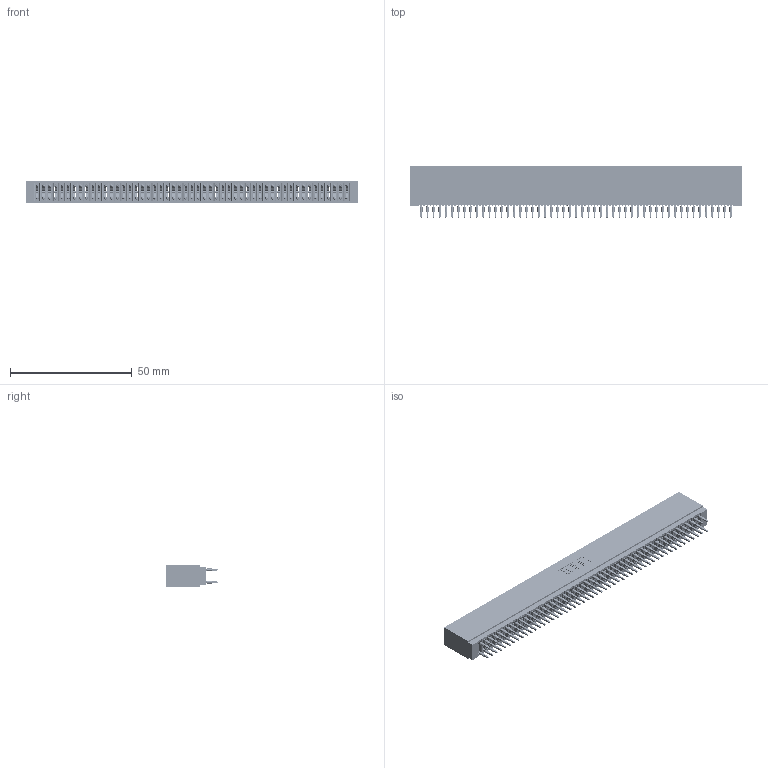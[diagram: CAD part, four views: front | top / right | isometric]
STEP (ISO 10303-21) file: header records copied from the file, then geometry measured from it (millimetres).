
FILE_DESCRIPTION (( 'STEP AP203' ), '1' );
FILE_NAME ('745-102-520-201.STEP', '2026-02-26T23:27:53', ( '' ), ( '' ), 'SwSTEP 2.0', 'SolidWorks 2023', '' );
FILE_SCHEMA (( 'CONFIG_CONTROL_DESIGN' ));
Length unit declared in the file: millimetre
Products named in the file (3): 745-292-001_520; 745 Part_Insulator Option - 01; 745-102-520-201
Assembly tree (103 placements, depth 2):
  745-102-520-201
    745 Part_Insulator Option - 01
    745-292-001_520  x102
Bounding box: 136.14 x 21.22 x 8.89 mm (x, y, z)
Volume: 12121.5 mm3; surface area: 24378.6 mm2
Topology: 103 solids, 103 shells, 9224 faces, 24789 edges, 15574 vertices
Faces by surface type: plane 4747, bspline 2040, cylinder 1825, torus 612
Entity records: 84631 total; most frequent: CARTESIAN_POINT 15179, ORIENTED_EDGE 14632, DIRECTION 12774, EDGE_CURVE 7316, LINE 6828, VECTOR 6828, VERTEX_POINT 4666, AXIS2_PLACEMENT_3D 2973
